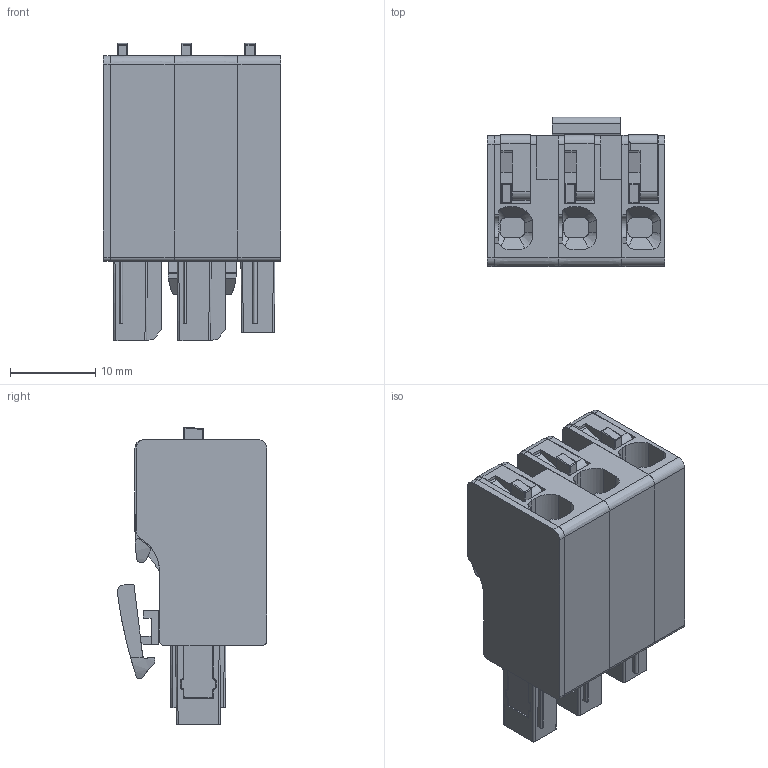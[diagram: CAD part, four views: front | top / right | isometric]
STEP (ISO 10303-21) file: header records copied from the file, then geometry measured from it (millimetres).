
FILE_DESCRIPTION(('CATIA V5 STEP Exchange','CAx-IF Rec.Pracs.--- Model Styling and Organization---1.4--- 2014-01-23'),'2;1');
FILE_NAME ('1361658-2_0_8000078354_8000078354.stp','2021-10-26T08:59:45+00:00',('none'),('Weidmueller'),'CATIA Version 5-6 Release 2016 SP3 HF44','CATIA V5 STEP AP214','none');
FILE_SCHEMA(('AUTOMOTIVE_DESIGN { 1 0 10303 214 1 1 1 1 }'));
Length unit declared in the file: millimetre
Products named in the file (1): 8000078354
Bounding box: 20.8 x 17.58 x 35 mm (x, y, z)
Volume: 7143.6 mm3; surface area: 7330.9 mm2
Topology: 11 solids, 11 shells, 884 faces, 2451 edges, 1606 vertices
Faces by surface type: plane 516, cylinder 286, cone 28, sphere 24, bspline 14, torus 8, extrusion 8
Entity records: 30315 total; most frequent: CARTESIAN_POINT 8595, ORIENTED_EDGE 4854, DIRECTION 3749, EDGE_CURVE 2427, VERTEX_POINT 1606, VECTOR 1591, LINE 1583, AXIS2_PLACEMENT_3D 1297
